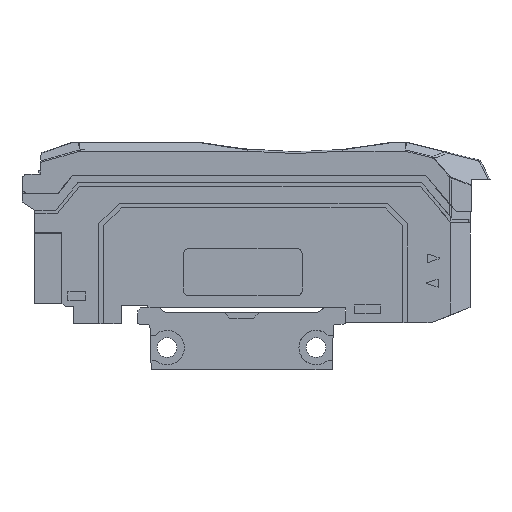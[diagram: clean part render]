
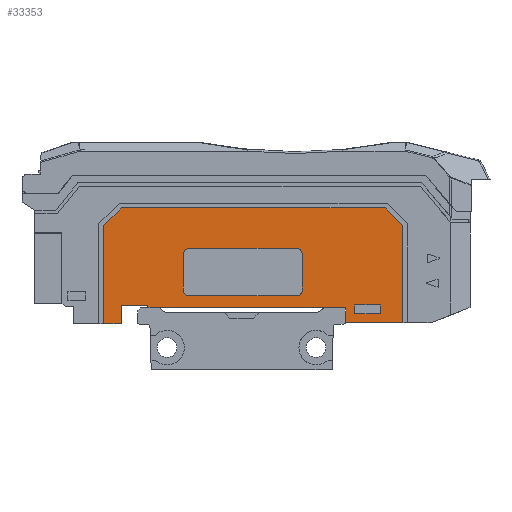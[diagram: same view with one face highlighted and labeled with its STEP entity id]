
A CAD part, front view. The second image highlights one B-rep face of the part: STEP entity #33353.
In plain terms, the highlighted planar face has unit normal (0, -1, 0).
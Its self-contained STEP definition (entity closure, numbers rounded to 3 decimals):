
#26317=DIRECTION('',(-1.,0.,0.));
#26318=VECTOR('',#26317,3.);
#26319=CARTESIAN_POINT('',(-22.,-5.15,-11.459));
#26320=LINE('',#26319,#26318);
#27103=DIRECTION('',(-1.,0.,0.));
#27104=VECTOR('',#27103,9.616);
#27105=CARTESIAN_POINT('',(25.416,-5.15,-11.259));
#27106=LINE('',#27105,#27104);
#27539=DIRECTION('',(0.,0.,-1.));
#27540=VECTOR('',#27539,3.1);
#27541=CARTESIAN_POINT('',(-22.,-5.15,-8.359));
#27542=LINE('',#27541,#27540);
#27559=DIRECTION('',(0.,0.,-1.));
#27560=VECTOR('',#27559,0.391);
#27561=CARTESIAN_POINT('',(-17.517,-5.15,-8.359));
#27562=LINE('',#27561,#27560);
#27563=DIRECTION('',(0.,0.,-1.));
#27564=VECTOR('',#27563,16.536);
#27565=CARTESIAN_POINT('',(-25.,-5.15,5.077));
#27566=LINE('',#27565,#27564);
#27567=DIRECTION('',(-0.707,0.,-0.707));
#27568=VECTOR('',#27567,4.243);
#27569=CARTESIAN_POINT('',(-22.,-5.15,8.077));
#27570=LINE('',#27569,#27568);
#27571=DIRECTION('',(-1.,0.,0.));
#27572=VECTOR('',#27571,44.416);
#27573=CARTESIAN_POINT('',(22.416,-5.15,8.077));
#27574=LINE('',#27573,#27572);
#27575=DIRECTION('',(-0.707,0.,0.707));
#27576=VECTOR('',#27575,4.243);
#27577=CARTESIAN_POINT('',(25.416,-5.15,5.077));
#27578=LINE('',#27577,#27576);
#27579=DIRECTION('',(1.,0.,0.));
#27580=VECTOR('',#27579,4.3);
#27581=CARTESIAN_POINT('',(17.3,-5.15,-8.259));
#27582=LINE('',#27581,#27580);
#27583=DIRECTION('',(0.,0.,1.));
#27584=VECTOR('',#27583,1.5);
#27585=CARTESIAN_POINT('',(17.3,-5.15,-9.759));
#27586=LINE('',#27585,#27584);
#27587=DIRECTION('',(-1.,0.,0.));
#27588=VECTOR('',#27587,4.3);
#27589=CARTESIAN_POINT('',(21.6,-5.15,-9.759));
#27590=LINE('',#27589,#27588);
#27591=DIRECTION('',(0.,0.,-1.));
#27592=VECTOR('',#27591,1.5);
#27593=CARTESIAN_POINT('',(21.6,-5.15,-8.259));
#27594=LINE('',#27593,#27592);
#27595=DIRECTION('',(1.,0.,0.));
#27596=VECTOR('',#27595,18.);
#27597=CARTESIAN_POINT('',(-10.542,-5.15,1.25));
#27598=LINE('',#27597,#27596);
#27599=CARTESIAN_POINT('',(-10.542,-5.15,0.25));
#27600=DIRECTION('',(0.,1.,0.));
#27601=DIRECTION('',(-1.,0.,0.));
#27602=AXIS2_PLACEMENT_3D('',#27599,#27600,#27601);
#27604=DIRECTION('',(0.,0.,1.));
#27605=VECTOR('',#27604,6.);
#27606=CARTESIAN_POINT('',(-11.542,-5.15,-5.75));
#27607=LINE('',#27606,#27605);
#27608=CARTESIAN_POINT('',(-10.542,-5.15,-5.75));
#27609=DIRECTION('',(0.,1.,0.));
#27610=DIRECTION('',(0.,0.,-1.));
#27611=AXIS2_PLACEMENT_3D('',#27608,#27609,#27610);
#27613=DIRECTION('',(-1.,0.,0.));
#27614=VECTOR('',#27613,18.);
#27615=CARTESIAN_POINT('',(7.458,-5.15,-6.75));
#27616=LINE('',#27615,#27614);
#27617=CARTESIAN_POINT('',(7.458,-5.15,-5.75));
#27618=DIRECTION('',(0.,1.,0.));
#27619=DIRECTION('',(1.,0.,0.));
#27620=AXIS2_PLACEMENT_3D('',#27617,#27618,#27619);
#27622=CARTESIAN_POINT('',(7.458,-5.15,0.25));
#27623=DIRECTION('',(0.,1.,0.));
#27624=DIRECTION('',(0.,0.,1.));
#27625=AXIS2_PLACEMENT_3D('',#27622,#27623,#27624);
#27627=DIRECTION('',(0.,0.,1.));
#27628=VECTOR('',#27627,2.509);
#27629=CARTESIAN_POINT('',(15.8,-5.15,-11.259));
#27630=LINE('',#27629,#27628);
#27655=DIRECTION('',(-1.,0.,0.));
#27656=VECTOR('',#27655,33.317);
#27657=CARTESIAN_POINT('',(15.8,-5.15,-8.75));
#27658=LINE('',#27657,#27656);
#27671=DIRECTION('',(-1.,0.,0.));
#27672=VECTOR('',#27671,4.483);
#27673=CARTESIAN_POINT('',(-17.517,-5.15,-8.359));
#27674=LINE('',#27673,#27672);
#28163=DIRECTION('',(0.,0.,-1.));
#28164=VECTOR('',#28163,16.336);
#28165=CARTESIAN_POINT('',(25.416,-5.15,5.077));
#28166=LINE('',#28165,#28164);
#28243=DIRECTION('',(0.,0.,1.));
#28244=VECTOR('',#28243,6.);
#28245=CARTESIAN_POINT('',(8.458,-5.15,-5.75));
#28246=LINE('',#28245,#28244);
#30148=CARTESIAN_POINT('',(-11.542,-5.15,0.25));
#30149=CARTESIAN_POINT('',(-10.542,-5.15,1.25));
#30150=VERTEX_POINT('',#30148);
#30151=VERTEX_POINT('',#30149);
#30152=CARTESIAN_POINT('',(-11.542,-5.15,-5.75));
#30153=VERTEX_POINT('',#30152);
#30154=CARTESIAN_POINT('',(-10.542,-5.15,-6.75));
#30155=VERTEX_POINT('',#30154);
#30156=CARTESIAN_POINT('',(7.458,-5.15,-6.75));
#30157=VERTEX_POINT('',#30156);
#30158=CARTESIAN_POINT('',(8.458,-5.15,-5.75));
#30159=VERTEX_POINT('',#30158);
#30160=CARTESIAN_POINT('',(8.458,-5.15,0.25));
#30161=VERTEX_POINT('',#30160);
#30162=CARTESIAN_POINT('',(7.458,-5.15,1.25));
#30163=VERTEX_POINT('',#30162);
#30164=CARTESIAN_POINT('',(17.3,-5.15,-9.759));
#30165=VERTEX_POINT('',#30164);
#30166=CARTESIAN_POINT('',(17.3,-5.15,-8.259));
#30167=VERTEX_POINT('',#30166);
#30168=CARTESIAN_POINT('',(21.6,-5.15,-9.759));
#30169=VERTEX_POINT('',#30168);
#30170=CARTESIAN_POINT('',(21.6,-5.15,-8.259));
#30171=VERTEX_POINT('',#30170);
#30172=CARTESIAN_POINT('',(-22.,-5.15,-11.459));
#30173=VERTEX_POINT('',#30172);
#30174=CARTESIAN_POINT('',(-25.,-5.15,-11.459));
#30175=VERTEX_POINT('',#30174);
#30178=CARTESIAN_POINT('',(-25.,-5.15,5.077));
#30179=VERTEX_POINT('',#30178);
#30182=CARTESIAN_POINT('',(-22.,-5.15,8.077));
#30183=VERTEX_POINT('',#30182);
#30186=CARTESIAN_POINT('',(22.416,-5.15,8.077));
#30187=VERTEX_POINT('',#30186);
#30376=CARTESIAN_POINT('',(-22.,-5.15,-8.359));
#30377=VERTEX_POINT('',#30376);
#30380=CARTESIAN_POINT('',(-17.517,-5.15,-8.359));
#30381=VERTEX_POINT('',#30380);
#30384=CARTESIAN_POINT('',(-17.517,-5.15,-8.75));
#30385=VERTEX_POINT('',#30384);
#30388=CARTESIAN_POINT('',(15.8,-5.15,-8.75));
#30389=VERTEX_POINT('',#30388);
#30392=CARTESIAN_POINT('',(15.8,-5.15,-11.259));
#30393=VERTEX_POINT('',#30392);
#30544=CARTESIAN_POINT('',(25.416,-5.15,-11.259));
#30545=VERTEX_POINT('',#30544);
#30546=CARTESIAN_POINT('',(25.416,-5.15,5.077));
#30547=VERTEX_POINT('',#30546);
#33297=CARTESIAN_POINT('',(0.,-5.15,0.));
#33298=DIRECTION('',(0.,1.,0.));
#33299=DIRECTION('',(0.,0.,1.));
#33300=AXIS2_PLACEMENT_3D('',#33297,#33298,#33299);
#33301=PLANE('',#33300);
#33302=ORIENTED_EDGE('',*,*,#32730,.T.);
#33304=ORIENTED_EDGE('',*,*,#33303,.T.);
#33306=ORIENTED_EDGE('',*,*,#33305,.T.);
#33308=ORIENTED_EDGE('',*,*,#33307,.F.);
#33310=ORIENTED_EDGE('',*,*,#33309,.T.);
#33311=ORIENTED_EDGE('',*,*,#33274,.T.);
#33312=ORIENTED_EDGE('',*,*,#31647,.T.);
#33314=ORIENTED_EDGE('',*,*,#33313,.F.);
#33316=ORIENTED_EDGE('',*,*,#33315,.F.);
#33318=ORIENTED_EDGE('',*,*,#33317,.F.);
#33320=ORIENTED_EDGE('',*,*,#33319,.F.);
#33322=ORIENTED_EDGE('',*,*,#33321,.T.);
#33323=EDGE_LOOP('',(#33302,#33304,#33306,#33308,#33310,#33311,#33312,#33314,
#33316,#33318,#33320,#33322));
#33324=FACE_OUTER_BOUND('',#33323,.F.);
#33326=ORIENTED_EDGE('',*,*,#33325,.F.);
#33328=ORIENTED_EDGE('',*,*,#33327,.F.);
#33330=ORIENTED_EDGE('',*,*,#33329,.F.);
#33332=ORIENTED_EDGE('',*,*,#33331,.F.);
#33333=EDGE_LOOP('',(#33326,#33328,#33330,#33332));
#33334=FACE_BOUND('',#33333,.F.);
#33336=ORIENTED_EDGE('',*,*,#33335,.F.);
#33338=ORIENTED_EDGE('',*,*,#33337,.F.);
#33340=ORIENTED_EDGE('',*,*,#33339,.F.);
#33342=ORIENTED_EDGE('',*,*,#33341,.F.);
#33344=ORIENTED_EDGE('',*,*,#33343,.F.);
#33346=ORIENTED_EDGE('',*,*,#33345,.F.);
#33348=ORIENTED_EDGE('',*,*,#33347,.T.);
#33350=ORIENTED_EDGE('',*,*,#33349,.F.);
#33351=EDGE_LOOP('',(#33336,#33338,#33340,#33342,#33344,#33346,#33348,#33350));
#33352=FACE_BOUND('',#33351,.F.);
#27603=CIRCLE('',#27602,1.);
#27612=CIRCLE('',#27611,1.);
#27621=CIRCLE('',#27620,1.);
#27626=CIRCLE('',#27625,1.);
#31647=EDGE_CURVE('',#30173,#30175,#26320,.T.);
#32730=EDGE_CURVE('',#30545,#30393,#27106,.T.);
#33274=EDGE_CURVE('',#30377,#30173,#27542,.T.);
#33303=EDGE_CURVE('',#30393,#30389,#27630,.T.);
#33305=EDGE_CURVE('',#30389,#30385,#27658,.T.);
#33307=EDGE_CURVE('',#30381,#30385,#27562,.T.);
#33309=EDGE_CURVE('',#30381,#30377,#27674,.T.);
#33313=EDGE_CURVE('',#30179,#30175,#27566,.T.);
#33315=EDGE_CURVE('',#30183,#30179,#27570,.T.);
#33317=EDGE_CURVE('',#30187,#30183,#27574,.T.);
#33319=EDGE_CURVE('',#30547,#30187,#27578,.T.);
#33321=EDGE_CURVE('',#30547,#30545,#28166,.T.);
#33325=EDGE_CURVE('',#30167,#30171,#27582,.T.);
#33327=EDGE_CURVE('',#30165,#30167,#27586,.T.);
#33329=EDGE_CURVE('',#30169,#30165,#27590,.T.);
#33331=EDGE_CURVE('',#30171,#30169,#27594,.T.);
#33335=EDGE_CURVE('',#30151,#30163,#27598,.T.);
#33337=EDGE_CURVE('',#30150,#30151,#27603,.T.);
#33339=EDGE_CURVE('',#30153,#30150,#27607,.T.);
#33341=EDGE_CURVE('',#30155,#30153,#27612,.T.);
#33343=EDGE_CURVE('',#30157,#30155,#27616,.T.);
#33345=EDGE_CURVE('',#30159,#30157,#27621,.T.);
#33347=EDGE_CURVE('',#30159,#30161,#28246,.T.);
#33349=EDGE_CURVE('',#30163,#30161,#27626,.T.);
#33353=ADVANCED_FACE('',(#33324,#33334,#33352),#33301,.F.);
